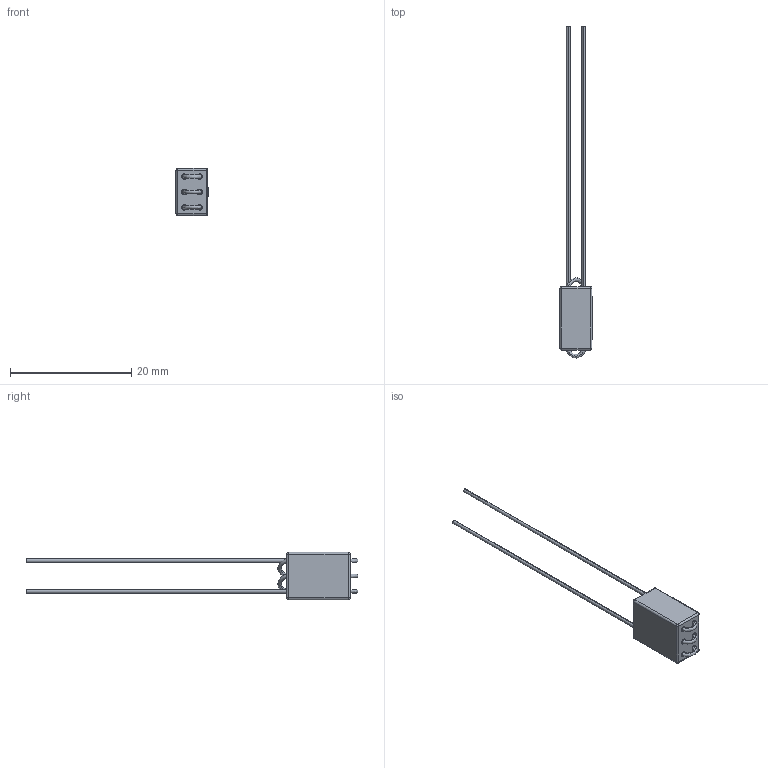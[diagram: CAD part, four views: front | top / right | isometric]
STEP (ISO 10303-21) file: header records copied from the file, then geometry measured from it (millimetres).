
FILE_DESCRIPTION (( 'STEP AP214' ), '1' );
FILE_NAME ('IL_B631B_L10.5T5.28H7.82S2.54LL43G3.STEP', '2018-03-21T15:04:47', ( '' ), ( '' ), 'SwSTEP 2.0', 'SolidWorks 2014', '' );
FILE_SCHEMA (( 'AUTOMOTIVE_DESIGN' ));
Length unit declared in the file: millimetre
Products named in the file (1): IL_B631B_L10.5T5.28H7.82S2.54LL43G3
Bounding box: 5.29 x 54.78 x 7.82 mm (x, y, z)
Volume: 461 mm3; surface area: 547.3 mm2
Topology: 1 solids, 1 shells, 139 faces, 336 edges, 208 vertices
Faces by surface type: plane 77, cylinder 40, bspline 14, sphere 8
Entity records: 5555 total; most frequent: CARTESIAN_POINT 1379, DIRECTION 658, ORIENTED_EDGE 656, EDGE_CURVE 328, AXIS2_PLACEMENT_3D 225, VECTOR 208, VERTEX_POINT 208, LINE 208
